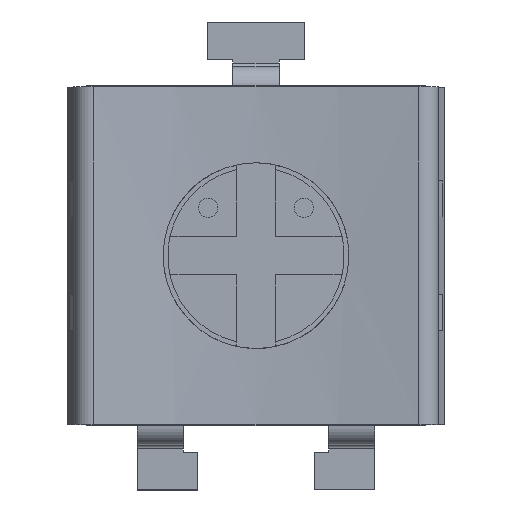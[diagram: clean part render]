
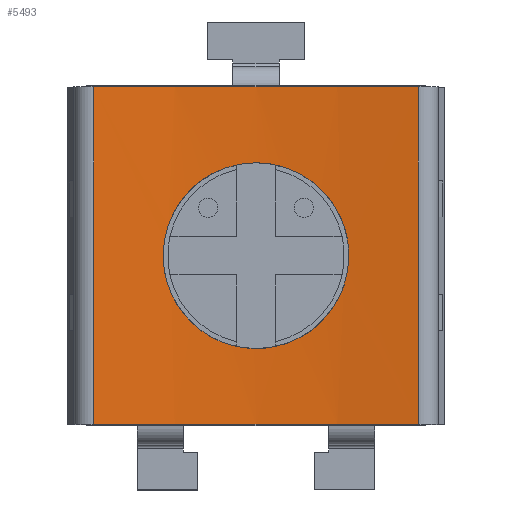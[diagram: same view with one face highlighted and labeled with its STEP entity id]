
A CAD part, top view. The second image highlights one B-rep face of the part: STEP entity #5493.
In plain terms, the highlighted cylindrical face has radius 13.589 mm (diameter 27.178 mm), a partial arc.
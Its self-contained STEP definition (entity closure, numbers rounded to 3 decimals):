
#4736=CARTESIAN_POINT('',(1.23,0.,2.613));
#4737=VERTEX_POINT('',#4736);
#4775=CARTESIAN_POINT('',(-1.23,0.,2.613));
#4776=VERTEX_POINT('',#4775);
#4783=CARTESIAN_POINT('',(1.23,0.,2.613));
#4784=CARTESIAN_POINT('',(1.23,-0.155,2.613));
#4785=CARTESIAN_POINT('',(1.199,-0.319,2.61));
#4786=CARTESIAN_POINT('',(1.074,-0.622,2.599));
#4787=CARTESIAN_POINT('',(0.979,-0.761,2.592));
#4788=CARTESIAN_POINT('',(0.761,-0.979,2.578));
#4789=CARTESIAN_POINT('',(0.622,-1.074,2.57));
#4790=CARTESIAN_POINT('',(0.319,-1.199,2.56));
#4791=CARTESIAN_POINT('',(0.155,-1.23,2.557));
#4792=CARTESIAN_POINT('',(-0.155,-1.23,2.557));
#4793=CARTESIAN_POINT('',(-0.319,-1.199,2.56));
#4794=CARTESIAN_POINT('',(-0.622,-1.074,2.57));
#4795=CARTESIAN_POINT('',(-0.761,-0.979,2.578));
#4796=CARTESIAN_POINT('',(-0.979,-0.761,2.592));
#4797=CARTESIAN_POINT('',(-1.074,-0.622,2.599));
#4798=CARTESIAN_POINT('',(-1.199,-0.319,2.61));
#4799=CARTESIAN_POINT('',(-1.23,-0.155,2.613));
#4800=CARTESIAN_POINT('',(-1.23,0.,2.613));
#4801=B_SPLINE_CURVE_WITH_KNOTS('',3,(#4783,#4784,#4785,#4786,#4787,#4788,#4789,#4790,#4791,#4792,#4793,#4794,#4795,#4796,#4797,#4798,#4799,#4800),.UNSPECIFIED.,.F.,.U.,(4,2,2,2,2,2,2,2,4),(3.709,4.172,4.636,5.1,5.563,6.027,6.49,6.954,7.418),.UNSPECIFIED.);
#4802=EDGE_CURVE('',#4737,#4776,#4801,.T.);
#5257=CARTESIAN_POINT('',(-1.23,0.,2.613));
#5258=CARTESIAN_POINT('',(-1.23,0.155,2.613));
#5259=CARTESIAN_POINT('',(-1.199,0.319,2.61));
#5260=CARTESIAN_POINT('',(-1.074,0.622,2.599));
#5261=CARTESIAN_POINT('',(-0.979,0.761,2.592));
#5262=CARTESIAN_POINT('',(-0.761,0.979,2.578));
#5263=CARTESIAN_POINT('',(-0.622,1.074,2.57));
#5264=CARTESIAN_POINT('',(-0.319,1.199,2.56));
#5265=CARTESIAN_POINT('',(-0.155,1.23,2.557));
#5266=CARTESIAN_POINT('',(0.155,1.23,2.557));
#5267=CARTESIAN_POINT('',(0.319,1.199,2.56));
#5268=CARTESIAN_POINT('',(0.622,1.074,2.57));
#5269=CARTESIAN_POINT('',(0.761,0.979,2.578));
#5270=CARTESIAN_POINT('',(0.979,0.761,2.592));
#5271=CARTESIAN_POINT('',(1.074,0.622,2.599));
#5272=CARTESIAN_POINT('',(1.199,0.319,2.61));
#5273=CARTESIAN_POINT('',(1.23,0.155,2.613));
#5274=CARTESIAN_POINT('',(1.23,0.,2.613));
#5275=B_SPLINE_CURVE_WITH_KNOTS('',3,(#5257,#5258,#5259,#5260,#5261,#5262,#5263,#5264,#5265,#5266,#5267,#5268,#5269,#5270,#5271,#5272,#5273,#5274),.UNSPECIFIED.,.F.,.U.,(4,2,2,2,2,2,2,2,4),(0.0,0.464,0.927,1.391,1.854,2.318,2.782,3.245,3.709),.UNSPECIFIED.);
#5276=EDGE_CURVE('',#4776,#4737,#5275,.T.);
#5429=CARTESIAN_POINT('',(-2.148,-2.235,2.728));
#5430=VERTEX_POINT('',#5429);
#5438=CARTESIAN_POINT('',(-2.148,2.235,2.728));
#5439=VERTEX_POINT('',#5438);
#5440=CARTESIAN_POINT('',(-2.148,2.235,2.728));
#5441=DIRECTION('',(0.0,-1.0,0.0));
#5442=VECTOR('',#5441,4.47);
#5443=LINE('',#5440,#5442);
#5444=EDGE_CURVE('',#5439,#5430,#5443,.T.);
#5457=CARTESIAN_POINT('',(0.,2.235,16.146));
#5458=DIRECTION('',(0.,-1.0,0.0));
#5459=DIRECTION('',(0.0,0.0,-1.0));
#5460=AXIS2_PLACEMENT_3D('',#5457,#5458,#5459);
#5461=CYLINDRICAL_SURFACE('',#5460,13.589);
#5462=CARTESIAN_POINT('',(2.148,-2.235,2.728));
#5463=VERTEX_POINT('',#5462);
#5464=CARTESIAN_POINT('',(0.,-2.235,16.146));
#5465=DIRECTION('',(0.0,-1.0,0.0));
#5466=DIRECTION('',(0.0,0.0,-1.0));
#5467=AXIS2_PLACEMENT_3D('',#5464,#5465,#5466);
#5468=CIRCLE('',#5467,13.589);
#5469=EDGE_CURVE('',#5430,#5463,#5468,.T.);
#5470=ORIENTED_EDGE('',*,*,#5469,.T.);
#5471=CARTESIAN_POINT('',(2.148,2.235,2.728));
#5472=VERTEX_POINT('',#5471);
#5473=CARTESIAN_POINT('',(2.148,2.235,2.728));
#5474=DIRECTION('',(0.0,-1.0,0.0));
#5475=VECTOR('',#5474,4.47);
#5476=LINE('',#5473,#5475);
#5477=EDGE_CURVE('',#5472,#5463,#5476,.T.);
#5478=ORIENTED_EDGE('',*,*,#5477,.F.);
#5479=CARTESIAN_POINT('',(0.,2.235,16.146));
#5480=DIRECTION('',(0.0,-1.0,0.0));
#5481=DIRECTION('',(0.0,0.0,-1.0));
#5482=AXIS2_PLACEMENT_3D('',#5479,#5480,#5481);
#5483=CIRCLE('',#5482,13.589);
#5484=EDGE_CURVE('',#5439,#5472,#5483,.T.);
#5485=ORIENTED_EDGE('',*,*,#5484,.F.);
#5486=ORIENTED_EDGE('',*,*,#5444,.T.);
#5487=EDGE_LOOP('',(#5470,#5478,#5485,#5486));
#5488=FACE_OUTER_BOUND('',#5487,.T.);
#5489=ORIENTED_EDGE('',*,*,#5276,.T.);
#5490=ORIENTED_EDGE('',*,*,#4802,.T.);
#5491=EDGE_LOOP('',(#5489,#5490));
#5492=FACE_BOUND('',#5491,.T.);
#5493=ADVANCED_FACE('',(#5488,#5492),#5461,.F.);
